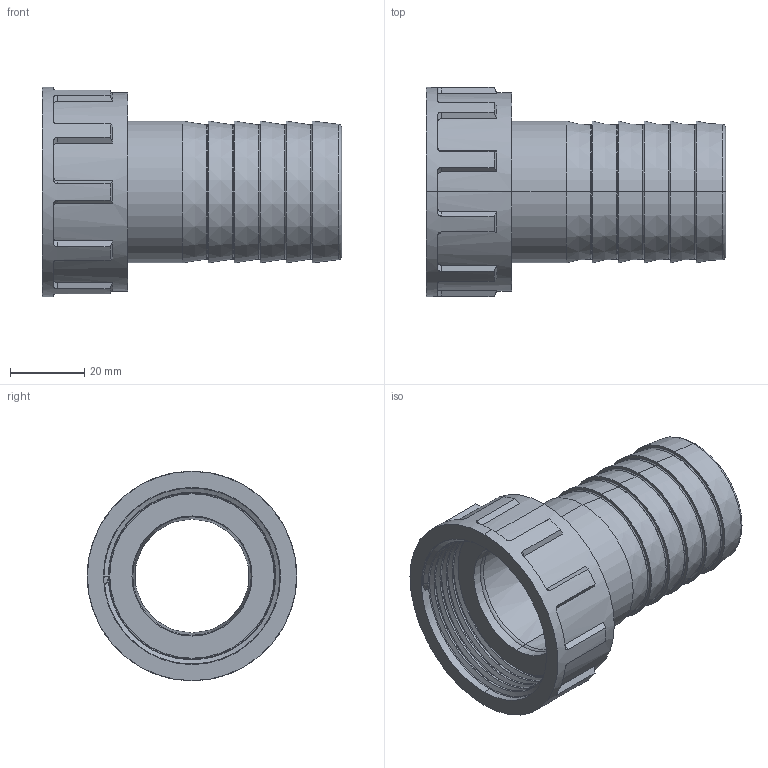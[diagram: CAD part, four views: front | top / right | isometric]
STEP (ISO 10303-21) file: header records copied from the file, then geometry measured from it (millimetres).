
FILE_DESCRIPTION (( 'STEP AP203' ), '1' );
FILE_NAME ('00120_1138.STEP', '2017-05-10T13:56:34', ( '' ), ( '' ), 'SwSTEP 2.0', 'SolidWorks 2011', '' );
FILE_SCHEMA (( 'CONFIG_CONTROL_DESIGN' ));
Length unit declared in the file: millimetre
Products named in the file (4): 00120_1138; 00125_1111; 00122_1111; 00123_1138
Assembly tree (3 placements, depth 2):
  00120_1138
    00122_1111
    00125_1111
    00123_1138
Bounding box: 80.8 x 56.5 x 56.5 mm (x, y, z)
Volume: 42143.7 mm3; surface area: 29826.2 mm2
Topology: 3 solids, 3 shells, 154 faces, 390 edges, 250 vertices
Faces by surface type: cylinder 52, plane 44, torus 27, cone 26, bspline 5
Entity records: 9045 total; most frequent: CARTESIAN_POINT 5037, ORIENTED_EDGE 780, DIRECTION 750, EDGE_CURVE 390, AXIS2_PLACEMENT_3D 311, VERTEX_POINT 250, EDGE_LOOP 168, CIRCLE 156
